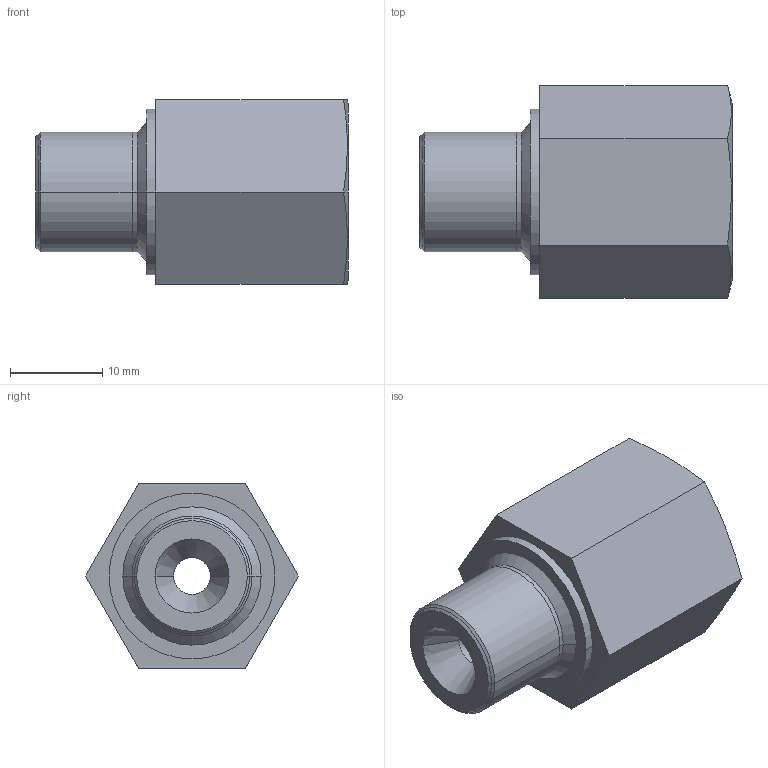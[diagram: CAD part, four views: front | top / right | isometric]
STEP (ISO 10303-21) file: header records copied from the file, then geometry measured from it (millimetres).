
FILE_DESCRIPTION((''),'2;1');
FILE_NAME('ILCM43000021','2009-07-27T',('mes'),(''),'PRO/ENGINEER BY PARAMETRIC TECHNOLOGY CORPORATION, 2007460','PRO/ENGINEER BY PARAMETRIC TECHNOLOGY CORPORATION, 2007460','');
FILE_SCHEMA(('AUTOMOTIVE_DESIGN_CC2 { 1 2 10303 214 -1 1 5 2 }'));
Length unit declared in the file: millimetre
Products named in the file (1): ILCM43000021
Bounding box: 33.9 x 23.09 x 20 mm (x, y, z)
Volume: 7104 mm3; surface area: 4245.3 mm2
Topology: 1 solids, 3 shells, 36 faces, 80 edges, 50 vertices
Faces by surface type: plane 12, cone 12, cylinder 12
Entity records: 1434 total; most frequent: CARTESIAN_POINT 221, DIRECTION 186, ORIENTED_EDGE 152, COLOUR_RGB 105, PRESENTATION_STYLE_ASSIGNMENT 83, STYLED_ITEM 83, CURVE_STYLE 80, EDGE_CURVE 80
